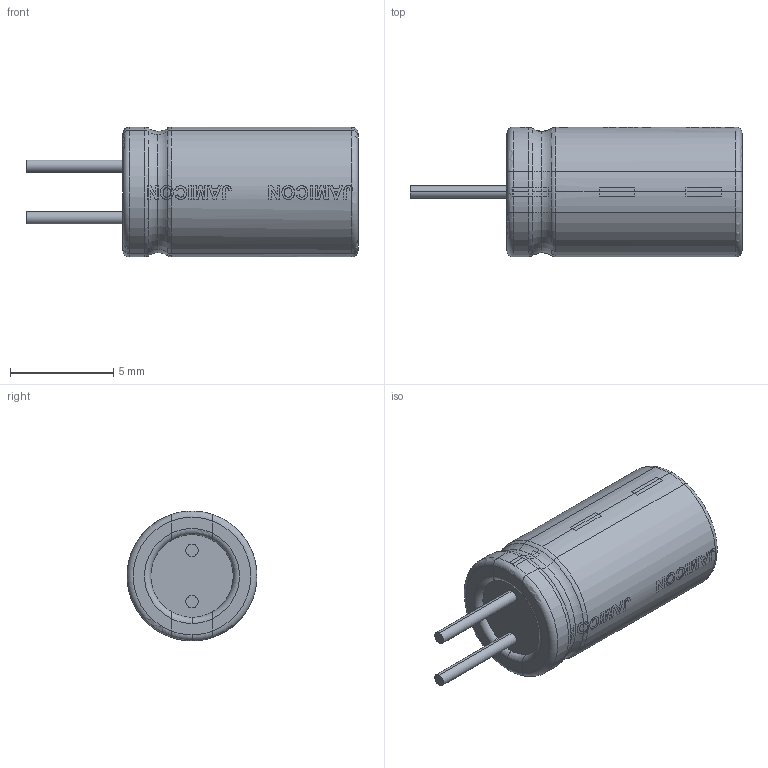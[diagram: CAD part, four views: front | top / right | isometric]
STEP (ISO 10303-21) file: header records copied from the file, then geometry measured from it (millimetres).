
FILE_DESCRIPTION (( 'STEP AP214' ), '1' );
FILE_NAME ('El_2.5_6.3_11.4_Black.STEP', '2023-07-15T05:56:27', ( 'Yurii' ), ( '' ), 'SwSTEP 2.0', 'SolidWorks 2019', '' );
FILE_SCHEMA (( 'AUTOMOTIVE_DESIGN' ));
Length unit declared in the file: millimetre
Products named in the file (1): El_2.5_6.3_11.4_Black
Bounding box: 16.1 x 6.3 x 6.3 mm (x, y, z)
Volume: 346.3 mm3; surface area: 309.6 mm2
Topology: 1 solids, 1 shells, 184 faces, 641 edges, 495 vertices
Faces by surface type: torus 81, cylinder 75, plane 28
Entity records: 10778 total; most frequent: CARTESIAN_POINT 3492, ORIENTED_EDGE 1282, DIRECTION 896, EDGE_CURVE 641, VERTEX_POINT 495, AXIS2_PLACEMENT_3D 387, B_SPLINE_CURVE_WITH_KNOTS 269, EDGE_LOOP 220
